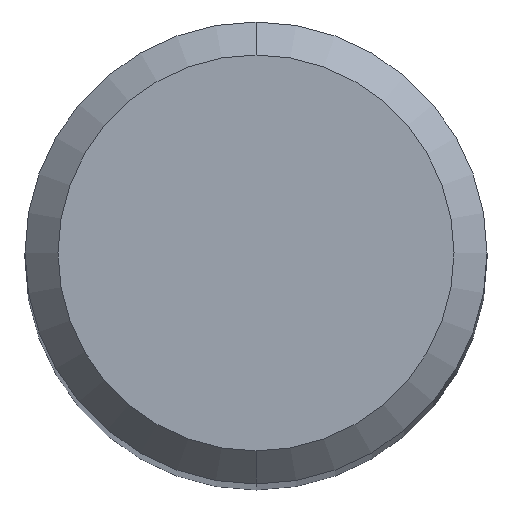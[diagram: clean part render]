
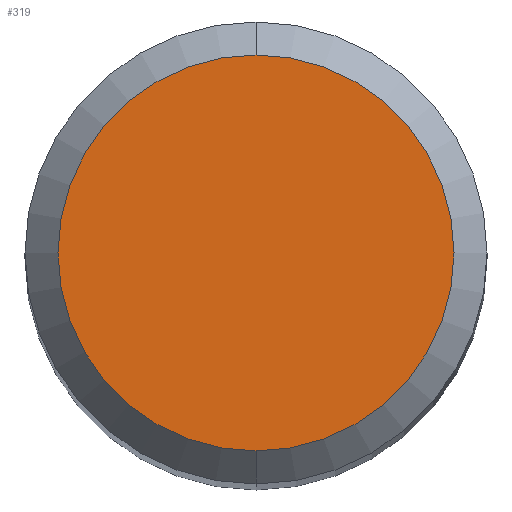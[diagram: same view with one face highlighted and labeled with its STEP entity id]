
A CAD part, top view. The second image highlights one B-rep face of the part: STEP entity #319.
In plain terms, the highlighted planar face has unit normal (0, 0, 1).
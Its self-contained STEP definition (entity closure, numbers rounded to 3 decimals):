
#233=VERTEX_POINT('',#591);
#301=EDGE_CURVE('',#233,#377,#670,.T.);
#319=ADVANCED_FACE('',(#688),#689,.T.);
#377=VERTEX_POINT('',#753);
#399=EDGE_CURVE('',#377,#233,#776,.T.);
#591=CARTESIAN_POINT('',(0.0,1.2,0.0));
#670=CIRCLE('',#1152,1.2);
#688=FACE_OUTER_BOUND('',#1185,.T.);
#689=PLANE('',#1186);
#753=CARTESIAN_POINT('',(0.,-1.2,0.0));
#776=CIRCLE('',#1363,1.2);
#1152=AXIS2_PLACEMENT_3D('',#1784,#1785,#1786);
#1185=EDGE_LOOP('',(#1791,#1792));
#1186=AXIS2_PLACEMENT_3D('',#1793,#1794,#1795);
#1363=AXIS2_PLACEMENT_3D('',#1887,#1888,#1889);
#1784=CARTESIAN_POINT('',(0.0,0.0,0.0));
#1785=DIRECTION('',(0.0,0.0,-1.0));
#1786=DIRECTION('',(0.0,1.0,0.0));
#1791=ORIENTED_EDGE('',*,*,#301,.F.);
#1792=ORIENTED_EDGE('',*,*,#399,.F.);
#1793=CARTESIAN_POINT('',(0.0,0.6,0.0));
#1794=DIRECTION('',(-0.0,0.0,1.0));
#1795=DIRECTION('',(0.0,-1.0,0.0));
#1887=CARTESIAN_POINT('',(0.0,0.0,0.0));
#1888=DIRECTION('',(0.0,0.0,-1.0));
#1889=DIRECTION('',(0.0,1.0,0.0));
